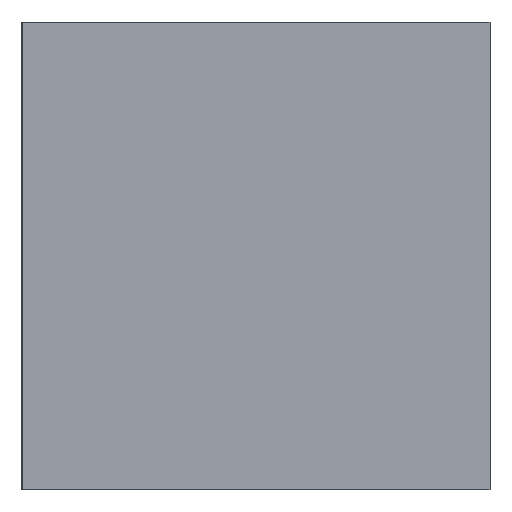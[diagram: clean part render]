
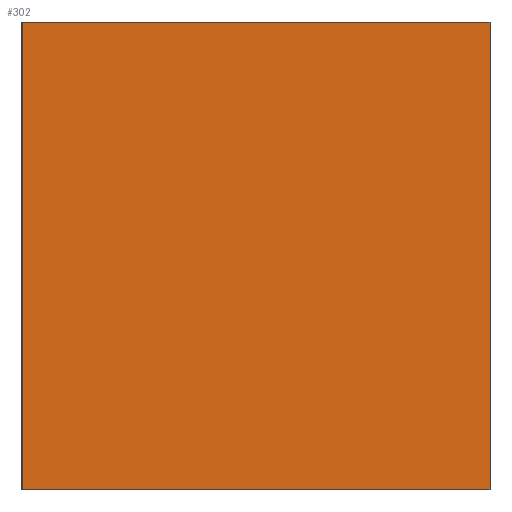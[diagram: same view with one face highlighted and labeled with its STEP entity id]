
A CAD part, front view. The second image highlights one B-rep face of the part: STEP entity #302.
In plain terms, the highlighted planar face has unit normal (0, -1, 0).
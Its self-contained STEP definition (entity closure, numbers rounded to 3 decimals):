
#20 = LINE ( 'NONE', #100, #338 ) ;
#21 = VERTEX_POINT ( 'NONE', #159 ) ;
#39 = EDGE_LOOP ( 'NONE', ( #123, #252, #199, #171 ) ) ;
#42 = VECTOR ( 'NONE', #337, 1000. ) ;
#49 = VECTOR ( 'NONE', #111, 1000. ) ;
#53 = CARTESIAN_POINT ( 'NONE',  ( -31.739, -180.217, -20. ) ) ;
#59 = VERTEX_POINT ( 'NONE', #105 ) ;
#64 = CARTESIAN_POINT ( 'NONE',  ( -31.739, -180.217, -20. ) ) ;
#68 = EDGE_CURVE ( 'NONE', #121, #112, #277, .T. ) ;
#79 = EDGE_CURVE ( 'NONE', #112, #59, #20, .T. ) ;
#80 = CARTESIAN_POINT ( 'NONE',  ( -11.739, -180.217, -20. ) ) ;
#100 = CARTESIAN_POINT ( 'NONE',  ( -11.739, -180.217, -20. ) ) ;
#105 = CARTESIAN_POINT ( 'NONE',  ( -11.739, -180.217, 0. ) ) ;
#111 = DIRECTION ( 'NONE',  ( 1., 0., 0. ) ) ;
#112 = VERTEX_POINT ( 'NONE', #80 ) ;
#121 = VERTEX_POINT ( 'NONE', #53 ) ;
#123 = ORIENTED_EDGE ( 'NONE', *, *, #128, .F. ) ;
#128 = EDGE_CURVE ( 'NONE', #21, #59, #259, .T. ) ;
#141 = EDGE_CURVE ( 'NONE', #121, #21, #263, .T. ) ;
#156 = CARTESIAN_POINT ( 'NONE',  ( -31.739, -180.217, -20. ) ) ;
#159 = CARTESIAN_POINT ( 'NONE',  ( -31.739, -180.217, 0. ) ) ;
#171 = ORIENTED_EDGE ( 'NONE', *, *, #79, .T. ) ;
#176 = AXIS2_PLACEMENT_3D ( 'NONE', #64, #274, #249 ) ;
#199 = ORIENTED_EDGE ( 'NONE', *, *, #68, .T. ) ;
#214 = DIRECTION ( 'NONE',  ( 0., 0., 1. ) ) ;
#225 = VECTOR ( 'NONE', #214, 1000. ) ;
#236 = CARTESIAN_POINT ( 'NONE',  ( -31.739, -180.217, -20. ) ) ;
#249 = DIRECTION ( 'NONE',  ( 0., 0., -1. ) ) ;
#252 = ORIENTED_EDGE ( 'NONE', *, *, #141, .F. ) ;
#259 = LINE ( 'NONE', #317, #49 ) ;
#263 = LINE ( 'NONE', #236, #225 ) ;
#274 = DIRECTION ( 'NONE',  ( 0., -1., 0. ) ) ;
#277 = LINE ( 'NONE', #156, #42 ) ;
#297 = PLANE ( 'NONE',  #176 ) ;
#302 = ADVANCED_FACE ( 'NONE', ( #319 ), #297, .T. ) ;
#317 = CARTESIAN_POINT ( 'NONE',  ( -31.739, -180.217, 0. ) ) ;
#319 = FACE_OUTER_BOUND ( 'NONE', #39, .T. ) ;
#337 = DIRECTION ( 'NONE',  ( 1., 0., 0. ) ) ;
#338 = VECTOR ( 'NONE', #344, 1000. ) ;
#344 = DIRECTION ( 'NONE',  ( 0., 0., 1. ) ) ;
